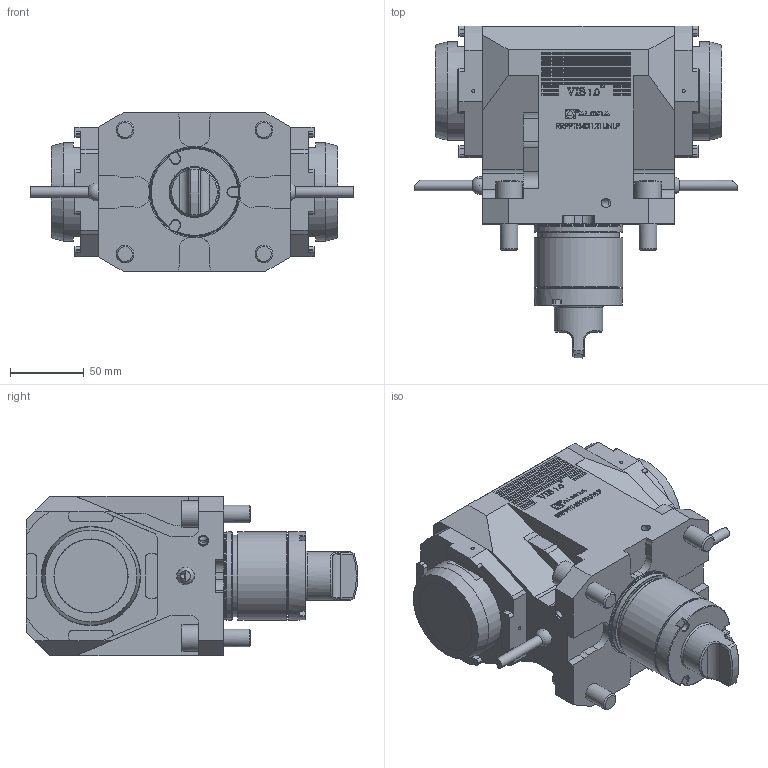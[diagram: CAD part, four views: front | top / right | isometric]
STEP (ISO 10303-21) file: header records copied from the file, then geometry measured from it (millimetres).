
FILE_DESCRIPTION (( 'STEP AP214' ), '1' );
FILE_NAME ('RRPPTH40I121UNLP.STEP', '2025-09-01T15:26:30', ( '' ), ( '' ), 'SwSTEP 2.0', 'SolidWorks 2023', '' );
FILE_SCHEMA (( 'AUTOMOTIVE_DESIGN' ));
Length unit declared in the file: millimetre
Products named in the file (1): RRPPTH40I121UNLP
Bounding box: 218.64 x 224.8 x 108 mm (x, y, z)
Volume: 2139873.7 mm3; surface area: 161404.3 mm2
Topology: 1 solids, 1 shells, 1076 faces, 2764 edges, 1831 vertices
Faces by surface type: plane 708, cylinder 176, bspline 137, cone 45, torus 8, sphere 2
Full cylindrical faces by diameter (mm): 1.7 x1, 2.1 x1, 4 x2, 6 x4, 6.366 x1, 7 x5, 12 x4, 18 x4, 33 x1, 50 x2, 51 x2, 55 x2, 55.2 x3, 59 x2, 59.2 x2, 59.5 x1, 59.7 x1, 59.8 x1, 59.9 x1, 63 x2, 63.2 x2, 66.5 x2, 67 x2, 67.2 x2
Entity records: 43232 total; most frequent: CARTESIAN_POINT 15097, ORIENTED_EDGE 5296, DIRECTION 4504, EDGE_CURVE 2648, LINE 1886, VECTOR 1886, VERTEX_POINT 1800, EDGE_LOOP 1310
